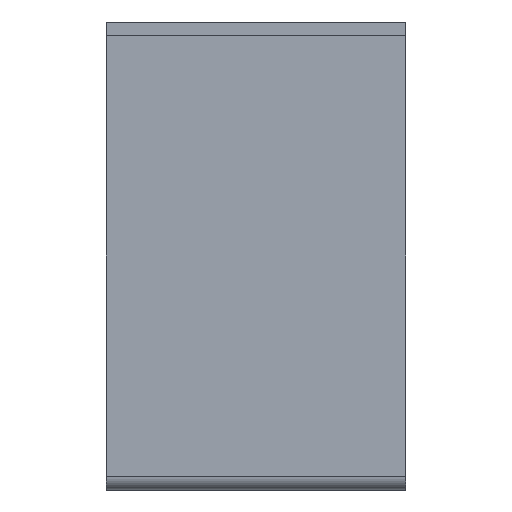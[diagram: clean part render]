
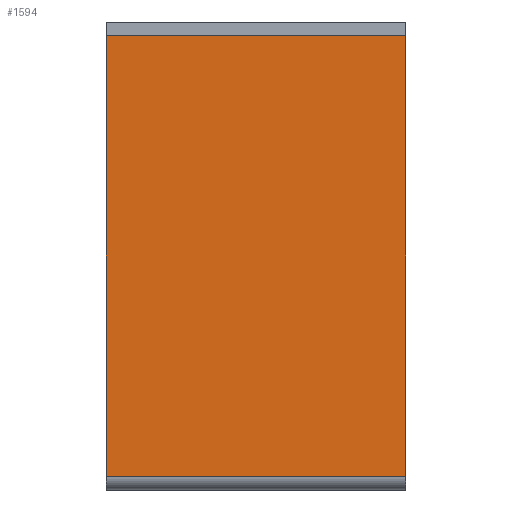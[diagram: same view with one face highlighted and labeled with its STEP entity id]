
A CAD part, left-side view. The second image highlights one B-rep face of the part: STEP entity #1594.
In plain terms, the highlighted planar face has unit normal (-1, 0, 0).
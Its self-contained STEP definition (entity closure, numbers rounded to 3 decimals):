
#3 = VECTOR ( 'NONE', #602, 1000. ) ;
#34 = DIRECTION ( 'NONE',  ( 0., 0., 1. ) ) ;
#59 = CARTESIAN_POINT ( 'NONE',  ( 92., 16.5, -0.01 ) ) ;
#319 = LINE ( 'NONE', #960, #3 ) ;
#330 = CARTESIAN_POINT ( 'NONE',  ( 92., -16.5, -48.49 ) ) ;
#340 = CARTESIAN_POINT ( 'NONE',  ( 92., 16.5, -48.49 ) ) ;
#492 = PLANE ( 'NONE',  #1630 ) ;
#602 = DIRECTION ( 'NONE',  ( 0., -1., 0. ) ) ;
#790 = VECTOR ( 'NONE', #1411, 1000. ) ;
#796 = DIRECTION ( 'NONE',  ( 0., 0., -1. ) ) ;
#810 = VERTEX_POINT ( 'NONE', #330 ) ;
#894 = FACE_OUTER_BOUND ( 'NONE', #2217, .T. ) ;
#914 = ORIENTED_EDGE ( 'NONE', *, *, #1037, .T. ) ;
#958 = LINE ( 'NONE', #1926, #790 ) ;
#960 = CARTESIAN_POINT ( 'NONE',  ( 92., 16.5, -0.01 ) ) ;
#962 = VECTOR ( 'NONE', #796, 1000. ) ;
#1037 = EDGE_CURVE ( 'NONE', #1454, #810, #958, .T. ) ;
#1119 = ORIENTED_EDGE ( 'NONE', *, *, #1183, .F. ) ;
#1183 = EDGE_CURVE ( 'NONE', #1874, #810, #1184, .T. ) ;
#1184 = LINE ( 'NONE', #1703, #962 ) ;
#1235 = EDGE_CURVE ( 'NONE', #1921, #1874, #319, .T. ) ;
#1273 = ORIENTED_EDGE ( 'NONE', *, *, #2192, .F. ) ;
#1376 = CARTESIAN_POINT ( 'NONE',  ( 92., 16.5, -48.49 ) ) ;
#1411 = DIRECTION ( 'NONE',  ( 0., -1., 0. ) ) ;
#1454 = VERTEX_POINT ( 'NONE', #340 ) ;
#1594 = ADVANCED_FACE ( 'NONE', ( #894 ), #492, .F. ) ;
#1630 = AXIS2_PLACEMENT_3D ( 'NONE', #1376, #1737, #1909 ) ;
#1703 = CARTESIAN_POINT ( 'NONE',  ( 92., -16.5, -48.49 ) ) ;
#1737 = DIRECTION ( 'NONE',  ( 1., 0., 0. ) ) ;
#1874 = VERTEX_POINT ( 'NONE', #2025 ) ;
#1909 = DIRECTION ( 'NONE',  ( 0., 0., -1. ) ) ;
#1921 = VERTEX_POINT ( 'NONE', #59 ) ;
#1926 = CARTESIAN_POINT ( 'NONE',  ( 92., 16.5, -48.49 ) ) ;
#2001 = CARTESIAN_POINT ( 'NONE',  ( 92., 16.5, -48.49 ) ) ;
#2005 = VECTOR ( 'NONE', #34, 1000. ) ;
#2025 = CARTESIAN_POINT ( 'NONE',  ( 92., -16.5, -0.01 ) ) ;
#2142 = ORIENTED_EDGE ( 'NONE', *, *, #1235, .F. ) ;
#2192 = EDGE_CURVE ( 'NONE', #1454, #1921, #2286, .T. ) ;
#2217 = EDGE_LOOP ( 'NONE', ( #1119, #2142, #1273, #914 ) ) ;
#2286 = LINE ( 'NONE', #2001, #2005 ) ;
